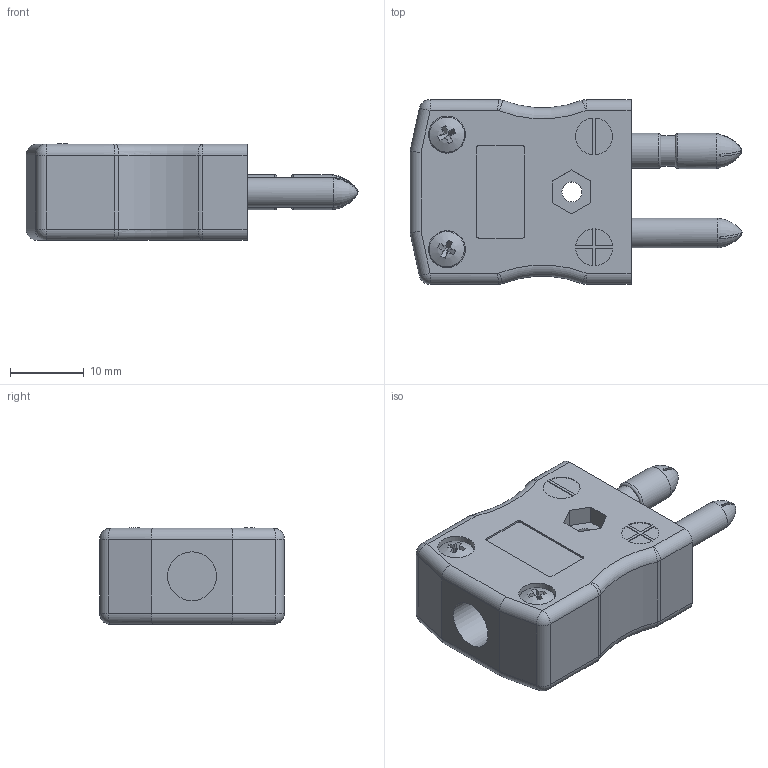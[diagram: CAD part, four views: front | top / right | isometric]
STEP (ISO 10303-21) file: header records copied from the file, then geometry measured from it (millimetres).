
FILE_DESCRIPTION (( 'STEP AP214' ), '1' );
FILE_NAME ('225-Yellow-Standard inline plug.STEP', '2025-12-16T11:35:37', ( '' ), ( '' ), 'SwSTEP 2.0', 'SolidWorks 2014', '' );
FILE_SCHEMA (( 'AUTOMOTIVE_DESIGN' ));
Length unit declared in the file: millimetre
Products named in the file (6): 137-M2-5 Phillips head Screw_10.7mm thread; 156-Round Neg Connector; 155-Round Pos Connector; 138-M2-5x0.45; 157-Standard Inline Plug Body_Yellow; 225-Yellow-Standard inline plug
Assembly tree (7 placements, depth 2):
  225-Yellow-Standard inline plug
    157-Standard Inline Plug Body_Yellow
    137-M2-5 Phillips head Screw_10.7mm thread  x2
    138-M2-5x0.45  x2
    155-Round Pos Connector
    156-Round Neg Connector
Bounding box: 44.9 x 25 x 13.07 mm (x, y, z)
Volume: 9035.7 mm3; surface area: 4971.9 mm2
Topology: 7 solids, 7 shells, 298 faces, 708 edges, 437 vertices
Faces by surface type: plane 131, cylinder 107, cone 30, bspline 14, sphere 8, torus 8
Full cylindrical faces by diameter (mm): 2.5 x46, 2.7 x3, 4 x1, 4.1 x1, 4.76 x2, 5 x4, 6.6 x1
Entity records: 13649 total; most frequent: CARTESIAN_POINT 9137, DIRECTION 864, ORIENTED_EDGE 854, EDGE_CURVE 427, AXIS2_PLACEMENT_3D 315, VERTEX_POINT 274, EDGE_LOOP 249, LINE 234
